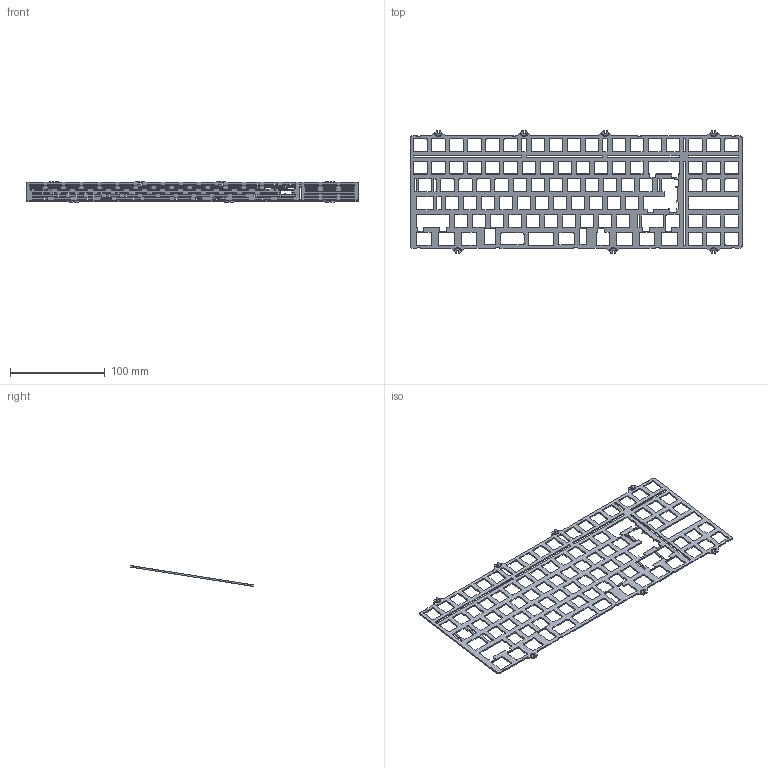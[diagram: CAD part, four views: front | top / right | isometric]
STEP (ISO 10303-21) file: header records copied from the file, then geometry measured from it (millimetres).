
FILE_DESCRIPTION(/* description */ (''),/* implementation_level */ '2;1');
FILE_NAME(/* name */ '',/* time_stamp */ '2025-10-20T08:09:10+08:00',/* author */ (''),/* organization */ (''),/* preprocessor_version */ 'ST-DEVELOPER v20.1',/* originating_system */ 'Autodesk Translation Framework v14.17.0.0',/* authorisation */ '');
FILE_SCHEMA (('AUTOMOTIVE_DESIGN { 1 0 10303 214 3 1 1 }'));
Length unit declared in the file: millimetre
Products named in the file (1): Fusion 零部件
Bounding box: 350.61 x 129.34 x 21.93 mm (x, y, z)
Volume: 29520.1 mm3; surface area: 51233.8 mm2
Topology: 1 solids, 1 shells, 1162 faces, 3480 edges, 2320 vertices
Faces by surface type: cylinder 602, plane 560
Entity records: 40008 total; most frequent: DIRECTION 7010, CARTESIAN_POINT 6963, ORIENTED_EDGE 6960, EDGE_CURVE 3480, AXIS2_PLACEMENT_3D 2367, VERTEX_POINT 2320, LINE 2276, VECTOR 2276
